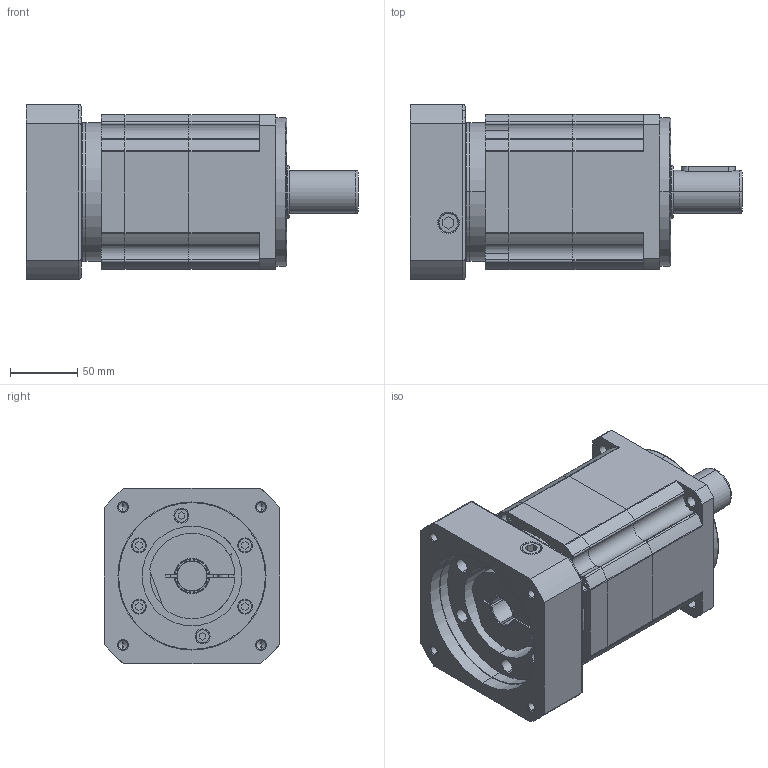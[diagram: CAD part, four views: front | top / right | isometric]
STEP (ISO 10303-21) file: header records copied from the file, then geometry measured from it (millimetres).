
FILE_DESCRIPTION (( 'STEP AP203' ), '1' );
FILE_NAME ('PGH115-L2-22-110-145-M8-A32.STEP', '2023-12-09T03:41:28', ( '' ), ( '' ), 'SwSTEP 2.0', 'SolidWorks 2018', '' );
FILE_SCHEMA (( 'CONFIG_CONTROL_DESIGN' ));
Length unit declared in the file: millimetre
Products named in the file (1): PGH115-L2-22-110-145-M8-A32
Bounding box: 246.5 x 130 x 130 mm (x, y, z)
Volume: 2179477.4 mm3; surface area: 256289.7 mm2
Topology: 21 solids, 21 shells, 566 faces, 1365 edges, 874 vertices
Faces by surface type: cylinder 252, plane 209, cone 66, torus 36, bspline 3
Entity records: 18851 total; most frequent: CARTESIAN_POINT 5203, DIRECTION 3019, ORIENTED_EDGE 2706, EDGE_CURVE 1353, AXIS2_PLACEMENT_3D 1180, VERTEX_POINT 874, VECTOR 659, LINE 659
